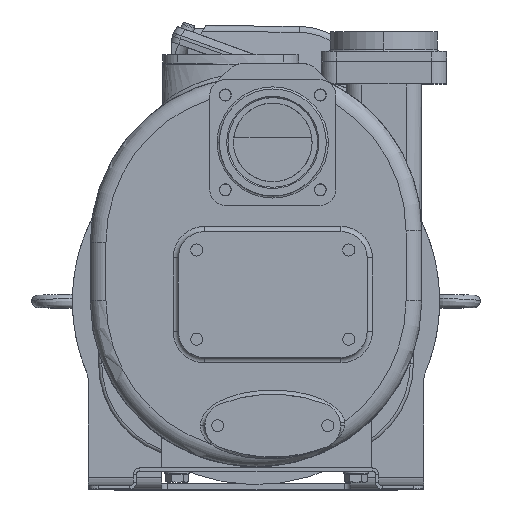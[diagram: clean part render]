
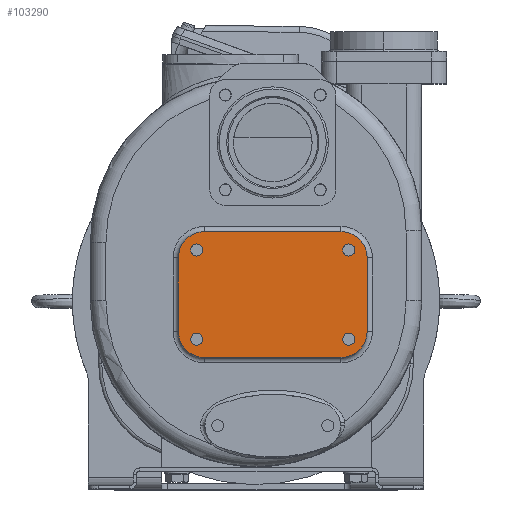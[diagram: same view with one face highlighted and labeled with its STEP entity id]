
A CAD part, top view. The second image highlights one B-rep face of the part: STEP entity #103290.
In plain terms, the highlighted planar face has unit normal (0, 0, 1).
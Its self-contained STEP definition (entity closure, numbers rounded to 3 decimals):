
#102919=CARTESIAN_POINT('',(-49.,128.,176.));
#102920=DIRECTION('',(0.,0.,-1.));
#102921=DIRECTION('',(0.,-1.,0.));
#102922=AXIS2_PLACEMENT_3D('',#102919,#102920,#102921);
#102924=DIRECTION('',(0.,1.,0.));
#102925=VECTOR('',#102924,70.);
#102926=CARTESIAN_POINT('',(-74.,128.,176.));
#102927=LINE('',#102926,#102925);
#102928=CARTESIAN_POINT('',(-49.,198.,176.));
#102929=DIRECTION('',(0.,0.,-1.));
#102930=DIRECTION('',(-1.,0.,0.));
#102931=AXIS2_PLACEMENT_3D('',#102928,#102929,#102930);
#102933=DIRECTION('',(1.,0.,0.));
#102934=VECTOR('',#102933,130.);
#102935=CARTESIAN_POINT('',(-49.,223.,176.));
#102936=LINE('',#102935,#102934);
#102937=CARTESIAN_POINT('',(81.,198.,176.));
#102938=DIRECTION('',(0.,0.,-1.));
#102939=DIRECTION('',(0.,1.,0.));
#102940=AXIS2_PLACEMENT_3D('',#102937,#102938,#102939);
#102942=DIRECTION('',(0.,-1.,0.));
#102943=VECTOR('',#102942,70.);
#102944=CARTESIAN_POINT('',(106.,198.,176.));
#102945=LINE('',#102944,#102943);
#102946=CARTESIAN_POINT('',(81.,128.,176.));
#102947=DIRECTION('',(0.,0.,-1.));
#102948=DIRECTION('',(1.,0.,0.));
#102949=AXIS2_PLACEMENT_3D('',#102946,#102947,#102948);
#102951=DIRECTION('',(-1.,0.,0.));
#102952=VECTOR('',#102951,130.);
#102953=CARTESIAN_POINT('',(81.,103.,176.));
#102954=LINE('',#102953,#102952);
#102955=CARTESIAN_POINT('',(88.5,120.5,176.));
#102956=DIRECTION('',(0.,0.,1.));
#102957=DIRECTION('',(1.,0.,0.));
#102958=AXIS2_PLACEMENT_3D('',#102955,#102956,#102957);
#102960=CARTESIAN_POINT('',(88.5,120.5,176.));
#102961=DIRECTION('',(0.,0.,1.));
#102962=DIRECTION('',(-1.,0.,0.));
#102963=AXIS2_PLACEMENT_3D('',#102960,#102961,#102962);
#102965=CARTESIAN_POINT('',(88.5,205.5,176.));
#102966=DIRECTION('',(0.,0.,1.));
#102967=DIRECTION('',(1.,0.,0.));
#102968=AXIS2_PLACEMENT_3D('',#102965,#102966,#102967);
#102970=CARTESIAN_POINT('',(88.5,205.5,176.));
#102971=DIRECTION('',(0.,0.,1.));
#102972=DIRECTION('',(-1.,0.,0.));
#102973=AXIS2_PLACEMENT_3D('',#102970,#102971,#102972);
#102975=CARTESIAN_POINT('',(-56.5,120.5,176.));
#102976=DIRECTION('',(0.,0.,1.));
#102977=DIRECTION('',(1.,0.,0.));
#102978=AXIS2_PLACEMENT_3D('',#102975,#102976,#102977);
#102980=CARTESIAN_POINT('',(-56.5,120.5,176.));
#102981=DIRECTION('',(0.,0.,1.));
#102982=DIRECTION('',(-1.,0.,0.));
#102983=AXIS2_PLACEMENT_3D('',#102980,#102981,#102982);
#102985=CARTESIAN_POINT('',(-56.5,205.5,176.));
#102986=DIRECTION('',(0.,0.,1.));
#102987=DIRECTION('',(1.,0.,0.));
#102988=AXIS2_PLACEMENT_3D('',#102985,#102986,#102987);
#102990=CARTESIAN_POINT('',(-56.5,205.5,176.));
#102991=DIRECTION('',(0.,0.,1.));
#102992=DIRECTION('',(-1.,0.,0.));
#102993=AXIS2_PLACEMENT_3D('',#102990,#102991,#102992);
#103059=CARTESIAN_POINT('',(94.25,120.5,176.));
#103060=CARTESIAN_POINT('',(82.75,120.5,176.));
#103061=VERTEX_POINT('',#103059);
#103062=VERTEX_POINT('',#103060);
#103063=CARTESIAN_POINT('',(94.25,205.5,176.));
#103064=CARTESIAN_POINT('',(82.75,205.5,176.));
#103065=VERTEX_POINT('',#103063);
#103066=VERTEX_POINT('',#103064);
#103067=CARTESIAN_POINT('',(-50.75,120.5,176.));
#103068=CARTESIAN_POINT('',(-62.25,120.5,176.));
#103069=VERTEX_POINT('',#103067);
#103070=VERTEX_POINT('',#103068);
#103071=CARTESIAN_POINT('',(-50.75,205.5,176.));
#103072=CARTESIAN_POINT('',(-62.25,205.5,176.));
#103073=VERTEX_POINT('',#103071);
#103074=VERTEX_POINT('',#103072);
#103075=CARTESIAN_POINT('',(-49.,103.,176.));
#103076=CARTESIAN_POINT('',(-74.,128.,176.));
#103077=VERTEX_POINT('',#103075);
#103078=VERTEX_POINT('',#103076);
#103079=CARTESIAN_POINT('',(-74.,198.,176.));
#103080=VERTEX_POINT('',#103079);
#103081=CARTESIAN_POINT('',(-49.,223.,176.));
#103082=VERTEX_POINT('',#103081);
#103083=CARTESIAN_POINT('',(81.,223.,176.));
#103084=VERTEX_POINT('',#103083);
#103085=CARTESIAN_POINT('',(106.,198.,176.));
#103086=VERTEX_POINT('',#103085);
#103087=CARTESIAN_POINT('',(106.,128.,176.));
#103088=VERTEX_POINT('',#103087);
#103089=CARTESIAN_POINT('',(81.,103.,176.));
#103090=VERTEX_POINT('',#103089);
#103251=CARTESIAN_POINT('',(16.,163.,176.));
#103252=DIRECTION('',(0.,0.,-1.));
#103253=DIRECTION('',(1.,0.,0.));
#103254=AXIS2_PLACEMENT_3D('',#103251,#103252,#103253);
#103255=PLANE('',#103254);
#103256=ORIENTED_EDGE('',*,*,#103162,.T.);
#103257=ORIENTED_EDGE('',*,*,#103176,.T.);
#103258=ORIENTED_EDGE('',*,*,#103190,.T.);
#103259=ORIENTED_EDGE('',*,*,#103204,.T.);
#103260=ORIENTED_EDGE('',*,*,#103218,.T.);
#103261=ORIENTED_EDGE('',*,*,#103232,.T.);
#103262=ORIENTED_EDGE('',*,*,#103245,.T.);
#103263=ORIENTED_EDGE('',*,*,#103100,.T.);
#103264=EDGE_LOOP('',(#103256,#103257,#103258,#103259,#103260,#103261,#103262,
#103263));
#103265=FACE_OUTER_BOUND('',#103264,.F.);
#103267=ORIENTED_EDGE('',*,*,#103266,.T.);
#103269=ORIENTED_EDGE('',*,*,#103268,.T.);
#103270=EDGE_LOOP('',(#103267,#103269));
#103271=FACE_BOUND('',#103270,.F.);
#103273=ORIENTED_EDGE('',*,*,#103272,.T.);
#103275=ORIENTED_EDGE('',*,*,#103274,.T.);
#103276=EDGE_LOOP('',(#103273,#103275));
#103277=FACE_BOUND('',#103276,.F.);
#103279=ORIENTED_EDGE('',*,*,#103278,.T.);
#103281=ORIENTED_EDGE('',*,*,#103280,.T.);
#103282=EDGE_LOOP('',(#103279,#103281));
#103283=FACE_BOUND('',#103282,.F.);
#103285=ORIENTED_EDGE('',*,*,#103284,.T.);
#103287=ORIENTED_EDGE('',*,*,#103286,.T.);
#103288=EDGE_LOOP('',(#103285,#103287));
#103289=FACE_BOUND('',#103288,.F.);
#103290=ADVANCED_FACE('',(#103265,#103271,#103277,#103283,#103289),#103255,.F.);
#102923=CIRCLE('',#102922,25.);
#102932=CIRCLE('',#102931,25.);
#102941=CIRCLE('',#102940,25.);
#102950=CIRCLE('',#102949,25.);
#102959=CIRCLE('',#102958,5.75);
#102964=CIRCLE('',#102963,5.75);
#102969=CIRCLE('',#102968,5.75);
#102974=CIRCLE('',#102973,5.75);
#102979=CIRCLE('',#102978,5.75);
#102984=CIRCLE('',#102983,5.75);
#102989=CIRCLE('',#102988,5.75);
#102994=CIRCLE('',#102993,5.75);
#103100=EDGE_CURVE('',#103090,#103077,#102954,.T.);
#103162=EDGE_CURVE('',#103077,#103078,#102923,.T.);
#103176=EDGE_CURVE('',#103078,#103080,#102927,.T.);
#103190=EDGE_CURVE('',#103080,#103082,#102932,.T.);
#103204=EDGE_CURVE('',#103082,#103084,#102936,.T.);
#103218=EDGE_CURVE('',#103084,#103086,#102941,.T.);
#103232=EDGE_CURVE('',#103086,#103088,#102945,.T.);
#103245=EDGE_CURVE('',#103088,#103090,#102950,.T.);
#103266=EDGE_CURVE('',#103061,#103062,#102959,.T.);
#103268=EDGE_CURVE('',#103062,#103061,#102964,.T.);
#103272=EDGE_CURVE('',#103065,#103066,#102969,.T.);
#103274=EDGE_CURVE('',#103066,#103065,#102974,.T.);
#103278=EDGE_CURVE('',#103069,#103070,#102979,.T.);
#103280=EDGE_CURVE('',#103070,#103069,#102984,.T.);
#103284=EDGE_CURVE('',#103073,#103074,#102989,.T.);
#103286=EDGE_CURVE('',#103074,#103073,#102994,.T.);
